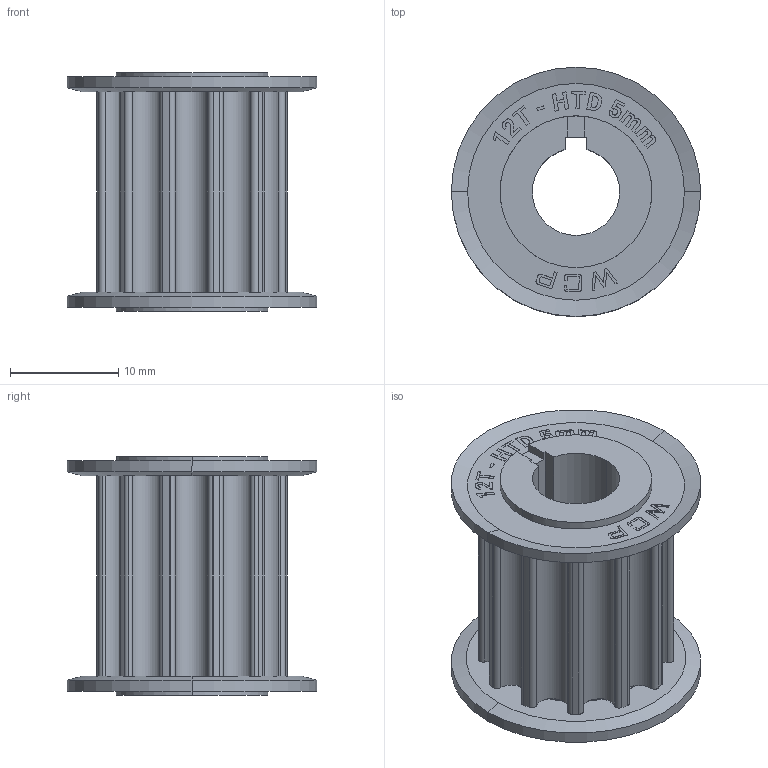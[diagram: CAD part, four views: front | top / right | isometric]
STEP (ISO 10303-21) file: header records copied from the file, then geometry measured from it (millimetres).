
FILE_DESCRIPTION (( 'STEP AP214' ), '1' );
FILE_NAME ('WCP-0077 Rev2.step', '2023-08-16T19:22:36', ( '' ), ( '' ), 'SwSTEP 2.0', 'SolidWorks 2022', '' );
FILE_SCHEMA (( 'AUTOMOTIVE_DESIGN' ));
Length unit declared in the file: inch
Products named in the file (1): WCP-0077 Rev2
Bounding box: 23 x 23 x 22 mm (x, y, z)
Volume: 3367.5 mm3; surface area: 3879.9 mm2
Topology: 3 solids, 3 shells, 324 faces, 856 edges, 552 vertices
Faces by surface type: plane 193, cylinder 80, bspline 43, cone 8
Entity records: 12174 total; most frequent: CARTESIAN_POINT 4136, ORIENTED_EDGE 1712, DIRECTION 1600, EDGE_CURVE 856, VERTEX_POINT 552, AXIS2_PLACEMENT_3D 548, LINE 504, VECTOR 504
